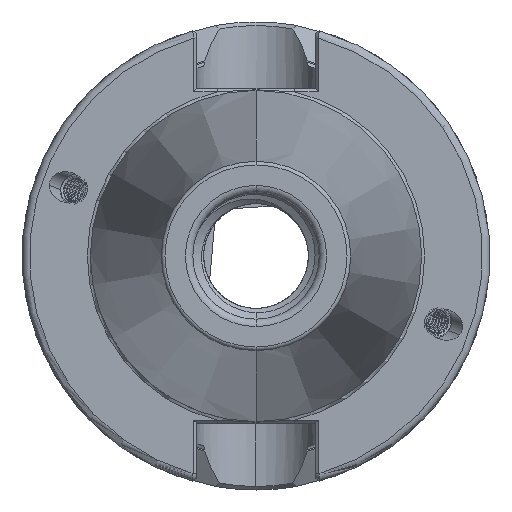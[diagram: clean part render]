
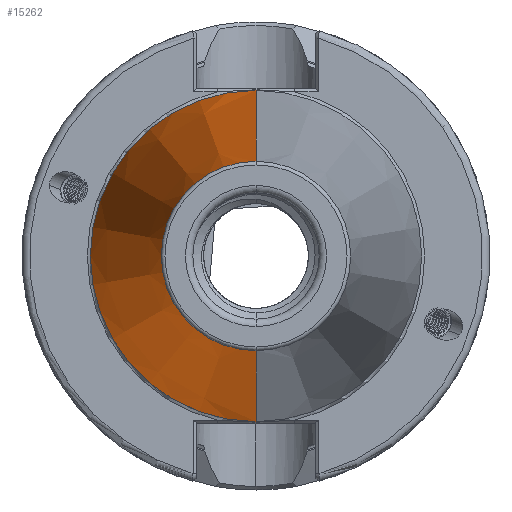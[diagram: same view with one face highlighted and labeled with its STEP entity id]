
A CAD part, left-side view. The second image highlights one B-rep face of the part: STEP entity #15262.
In plain terms, the highlighted conical face has half-angle 8.297 degrees and reference radius 22.298 mm.
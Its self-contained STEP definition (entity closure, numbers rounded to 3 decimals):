
#1064 = ORIENTED_EDGE ( 'NONE', *, *, #15522, .T. ) ;
#1065 = ORIENTED_EDGE ( 'NONE', *, *, #15519, .F. ) ;
#1066 = ORIENTED_EDGE ( 'NONE', *, *, #15521, .T. ) ;
#1067 = ORIENTED_EDGE ( 'NONE', *, *, #15523, .F. ) ;
#10512 = CONICAL_SURFACE ( 'NONE', #13876, 22.298, 0.145 ) ;
#10684 = CIRCLE ( 'NONE', #14365, 22.298 ) ;
#10687 = CIRCLE ( 'NONE', #14379, 12.75 ) ;
#11278 = CARTESIAN_POINT ( 'NONE',  ( -1.5, 0., 0. ) ) ;
#11279 = DIRECTION ( 'NONE',  ( 1., 0., 0. ) ) ;
#11280 = DIRECTION ( 'NONE',  ( 0., 0., -1. ) ) ;
#13873 = FACE_OUTER_BOUND ( 'NONE', #17501, .T. ) ;
#13876 = AXIS2_PLACEMENT_3D ( 'NONE', #11278, #11279, #11280 ) ;
#14105 = CARTESIAN_POINT ( 'NONE',  ( -1.5, 0., 0. ) ) ;
#14106 = DIRECTION ( 'NONE',  ( 1., 0., 0. ) ) ;
#14108 = DIRECTION ( 'NONE',  ( 0., 0., -1. ) ) ;
#14110 = CARTESIAN_POINT ( 'NONE',  ( -66.972, 0., 0. ) ) ;
#14118 = LINE ( 'NONE', #14120, #14381 ) ;
#14120 = CARTESIAN_POINT ( 'NONE',  ( -1.5, 0., 22.298 ) ) ;
#14121 = DIRECTION ( 'NONE',  ( 0.99, 0., 0.144 ) ) ;
#14123 = DIRECTION ( 'NONE',  ( 1., 0., 0. ) ) ;
#14125 = DIRECTION ( 'NONE',  ( 0., 0., -1. ) ) ;
#14129 = LINE ( 'NONE', #14131, #14386 ) ;
#14131 = CARTESIAN_POINT ( 'NONE',  ( -1.5, 0., -22.298 ) ) ;
#14133 = DIRECTION ( 'NONE',  ( 0.99, 0., -0.144 ) ) ;
#14365 = AXIS2_PLACEMENT_3D ( 'NONE', #14105, #14106, #14108 ) ;
#14379 = AXIS2_PLACEMENT_3D ( 'NONE', #14110, #14123, #14125 ) ;
#14381 = VECTOR ( 'NONE', #14121, 1000. ) ;
#14386 = VECTOR ( 'NONE', #14133, 1000. ) ;
#14654 = CARTESIAN_POINT ( 'NONE',  ( -1.5, 0., -22.298 ) ) ;
#14655 = CARTESIAN_POINT ( 'NONE',  ( -1.5, 0., 22.298 ) ) ;
#14656 = CARTESIAN_POINT ( 'NONE',  ( -66.972, 0., -12.75 ) ) ;
#14657 = CARTESIAN_POINT ( 'NONE',  ( -66.972, 0., 12.75 ) ) ;
#15262 = ADVANCED_FACE ( 'NONE', ( #13873 ), #10512, .T. ) ;
#15519 = EDGE_CURVE ( 'NONE', #15905, #15906, #10684, .T. ) ;
#15521 = EDGE_CURVE ( 'NONE', #15908, #15906, #14118, .T. ) ;
#15522 = EDGE_CURVE ( 'NONE', #15907, #15908, #10687, .T. ) ;
#15523 = EDGE_CURVE ( 'NONE', #15907, #15905, #14129, .T. ) ;
#15905 = VERTEX_POINT ( 'NONE', #14654 ) ;
#15906 = VERTEX_POINT ( 'NONE', #14655 ) ;
#15907 = VERTEX_POINT ( 'NONE', #14656 ) ;
#15908 = VERTEX_POINT ( 'NONE', #14657 ) ;
#17501 = EDGE_LOOP ( 'NONE', ( #1064, #1066, #1065, #1067 ) ) ;
